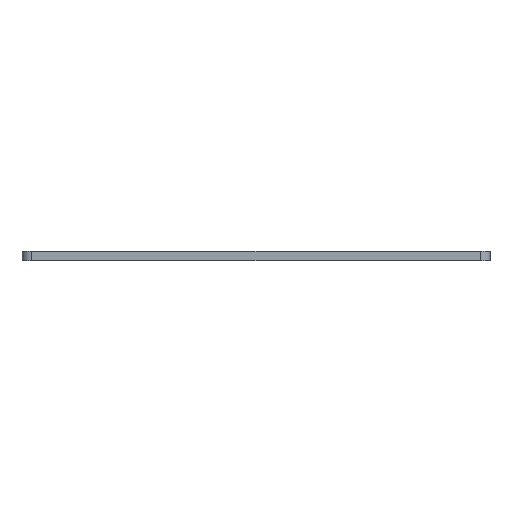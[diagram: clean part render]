
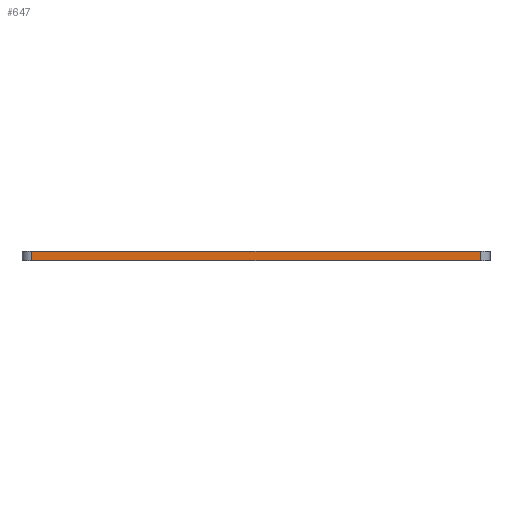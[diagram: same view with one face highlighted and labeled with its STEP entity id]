
A CAD part, front view. The second image highlights one B-rep face of the part: STEP entity #647.
In plain terms, the highlighted planar face has unit normal (0, -1, 0).
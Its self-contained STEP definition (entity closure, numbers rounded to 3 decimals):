
#98 = ORIENTED_EDGE ( 'NONE', *, *, #1266, .F. ) ;
#174 = ORIENTED_EDGE ( 'NONE', *, *, #478, .F. ) ;
#178 = VERTEX_POINT ( 'NONE', #696 ) ;
#226 = DIRECTION ( 'NONE',  ( 1., 0., 0. ) ) ;
#227 = CARTESIAN_POINT ( 'NONE',  ( 5., 0., 0. ) ) ;
#234 = DIRECTION ( 'NONE',  ( 0., 0., 1. ) ) ;
#238 = DIRECTION ( 'NONE',  ( 0., 1., 0. ) ) ;
#240 = ORIENTED_EDGE ( 'NONE', *, *, #650, .T. ) ;
#257 = CARTESIAN_POINT ( 'NONE',  ( 5., 0., 5. ) ) ;
#259 = PLANE ( 'NONE',  #1047 ) ;
#285 = VECTOR ( 'NONE', #1087, 1000. ) ;
#311 = CARTESIAN_POINT ( 'NONE',  ( 5., 0., 5. ) ) ;
#316 = CARTESIAN_POINT ( 'NONE',  ( 235., 0., 5. ) ) ;
#320 = LINE ( 'NONE', #1089, #285 ) ;
#346 = ORIENTED_EDGE ( 'NONE', *, *, #1001, .T. ) ;
#350 = DIRECTION ( 'NONE',  ( 0., 0., -1. ) ) ;
#443 = VERTEX_POINT ( 'NONE', #1257 ) ;
#453 = VECTOR ( 'NONE', #350, 1000. ) ;
#455 = LINE ( 'NONE', #311, #453 ) ;
#478 = EDGE_CURVE ( 'NONE', #784, #1006, #1138, .T. ) ;
#513 = EDGE_LOOP ( 'NONE', ( #240, #98, #174, #346 ) ) ;
#647 = ADVANCED_FACE ( 'NONE', ( #849 ), #259, .F. ) ;
#650 = EDGE_CURVE ( 'NONE', #178, #443, #832, .T. ) ;
#696 = CARTESIAN_POINT ( 'NONE',  ( 5., 0., 0. ) ) ;
#784 = VERTEX_POINT ( 'NONE', #1258 ) ;
#832 = LINE ( 'NONE', #227, #851 ) ;
#849 = FACE_OUTER_BOUND ( 'NONE', #513, .T. ) ;
#851 = VECTOR ( 'NONE', #226, 1000. ) ;
#966 = CARTESIAN_POINT ( 'NONE',  ( 5., 0., 5. ) ) ;
#968 = DIRECTION ( 'NONE',  ( 1., 0., 0. ) ) ;
#1001 = EDGE_CURVE ( 'NONE', #784, #178, #455, .T. ) ;
#1006 = VERTEX_POINT ( 'NONE', #316 ) ;
#1047 = AXIS2_PLACEMENT_3D ( 'NONE', #257, #238, #234 ) ;
#1087 = DIRECTION ( 'NONE',  ( 0., 0., -1. ) ) ;
#1089 = CARTESIAN_POINT ( 'NONE',  ( 235., 0., 5. ) ) ;
#1110 = VECTOR ( 'NONE', #968, 1000. ) ;
#1138 = LINE ( 'NONE', #966, #1110 ) ;
#1257 = CARTESIAN_POINT ( 'NONE',  ( 235., 0., 0. ) ) ;
#1258 = CARTESIAN_POINT ( 'NONE',  ( 5., 0., 5. ) ) ;
#1266 = EDGE_CURVE ( 'NONE', #1006, #443, #320, .T. ) ;
